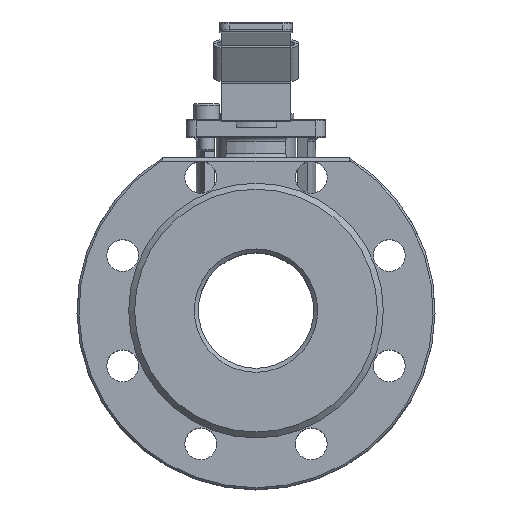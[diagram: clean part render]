
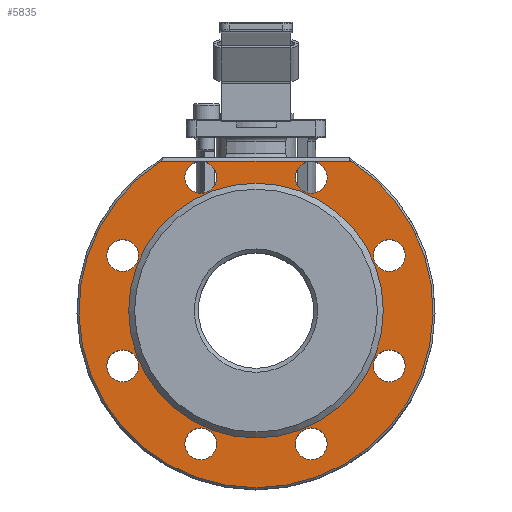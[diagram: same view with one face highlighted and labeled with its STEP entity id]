
A CAD part, top view. The second image highlights one B-rep face of the part: STEP entity #5835.
In plain terms, the highlighted face is planar.
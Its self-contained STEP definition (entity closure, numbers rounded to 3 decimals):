
#231=FACE_BOUND('',#1363,.T.);
#232=FACE_BOUND('',#1364,.T.);
#233=FACE_BOUND('',#1365,.T.);
#234=FACE_BOUND('',#1366,.T.);
#235=FACE_BOUND('',#1367,.T.);
#236=FACE_BOUND('',#1368,.T.);
#237=FACE_BOUND('',#1369,.T.);
#238=FACE_BOUND('',#1370,.T.);
#239=FACE_BOUND('',#1371,.T.);
#413=CIRCLE('',#6389,89.);
#431=CIRCLE('',#6421,64.);
#432=CIRCLE('',#6422,8.);
#433=CIRCLE('',#6423,8.);
#434=CIRCLE('',#6424,8.);
#435=CIRCLE('',#6425,8.);
#436=CIRCLE('',#6426,8.);
#437=CIRCLE('',#6427,8.);
#438=CIRCLE('',#6428,8.);
#439=CIRCLE('',#6429,8.);
#986=FACE_OUTER_BOUND('',#1362,.T.);
#1362=EDGE_LOOP('',(#4583,#4584));
#1363=EDGE_LOOP('',(#4585));
#1364=EDGE_LOOP('',(#4586));
#1365=EDGE_LOOP('',(#4587));
#1366=EDGE_LOOP('',(#4588));
#1367=EDGE_LOOP('',(#4589));
#1368=EDGE_LOOP('',(#4590));
#1369=EDGE_LOOP('',(#4591));
#1370=EDGE_LOOP('',(#4592));
#1371=EDGE_LOOP('',(#4593));
#1730=LINE('',#9055,#2196);
#2196=VECTOR('',#7322,10.);
#2723=VERTEX_POINT('',#9039);
#2724=VERTEX_POINT('',#9054);
#2771=VERTEX_POINT('',#9277);
#2772=VERTEX_POINT('',#9279);
#2773=VERTEX_POINT('',#9281);
#2774=VERTEX_POINT('',#9283);
#2775=VERTEX_POINT('',#9285);
#2776=VERTEX_POINT('',#9287);
#2777=VERTEX_POINT('',#9289);
#2778=VERTEX_POINT('',#9291);
#2779=VERTEX_POINT('',#9293);
#3342=EDGE_CURVE('',#2723,#2724,#1730,.T.);
#3386=EDGE_CURVE('',#2724,#2723,#413,.T.);
#3413=EDGE_CURVE('',#2771,#2771,#431,.T.);
#3414=EDGE_CURVE('',#2772,#2772,#432,.T.);
#3415=EDGE_CURVE('',#2773,#2773,#433,.T.);
#3416=EDGE_CURVE('',#2774,#2774,#434,.T.);
#3417=EDGE_CURVE('',#2775,#2775,#435,.T.);
#3418=EDGE_CURVE('',#2776,#2776,#436,.T.);
#3419=EDGE_CURVE('',#2777,#2777,#437,.T.);
#3420=EDGE_CURVE('',#2778,#2778,#438,.T.);
#3421=EDGE_CURVE('',#2779,#2779,#439,.T.);
#4583=ORIENTED_EDGE('',*,*,#3342,.F.);
#4584=ORIENTED_EDGE('',*,*,#3386,.F.);
#4585=ORIENTED_EDGE('',*,*,#3413,.F.);
#4586=ORIENTED_EDGE('',*,*,#3414,.F.);
#4587=ORIENTED_EDGE('',*,*,#3415,.F.);
#4588=ORIENTED_EDGE('',*,*,#3416,.F.);
#4589=ORIENTED_EDGE('',*,*,#3417,.F.);
#4590=ORIENTED_EDGE('',*,*,#3418,.F.);
#4591=ORIENTED_EDGE('',*,*,#3419,.F.);
#4592=ORIENTED_EDGE('',*,*,#3420,.F.);
#4593=ORIENTED_EDGE('',*,*,#3421,.F.);
#5585=PLANE('',#6420);
#5835=ADVANCED_FACE('',(#986,#231,#232,#233,#234,#235,#236,#237,#238,#239),
#5585,.F.);
#6389=AXIS2_PLACEMENT_3D('',#9220,#7390,#7391);
#6420=AXIS2_PLACEMENT_3D('',#9276,#7461,#7462);
#6421=AXIS2_PLACEMENT_3D('',#9278,#7463,#7464);
#6422=AXIS2_PLACEMENT_3D('',#9280,#7465,#7466);
#6423=AXIS2_PLACEMENT_3D('',#9282,#7467,#7468);
#6424=AXIS2_PLACEMENT_3D('',#9284,#7469,#7470);
#6425=AXIS2_PLACEMENT_3D('',#9286,#7471,#7472);
#6426=AXIS2_PLACEMENT_3D('',#9288,#7473,#7474);
#6427=AXIS2_PLACEMENT_3D('',#9290,#7475,#7476);
#6428=AXIS2_PLACEMENT_3D('',#9292,#7477,#7478);
#6429=AXIS2_PLACEMENT_3D('',#9294,#7479,#7480);
#7322=DIRECTION('',(-1.,0.,0.));
#7390=DIRECTION('center_axis',(0.,0.,
1.));
#7391=DIRECTION('ref_axis',(-1.,0.,0.));
#7461=DIRECTION('center_axis',(0.,0.,
1.));
#7462=DIRECTION('ref_axis',(1.,0.,0.));
#7463=DIRECTION('center_axis',(0.,0.,
-1.));
#7464=DIRECTION('ref_axis',(-1.,0.,0.));
#7465=DIRECTION('center_axis',(0.,0.,
-1.));
#7466=DIRECTION('ref_axis',(-1.,0.,0.));
#7467=DIRECTION('center_axis',(0.,0.,
-1.));
#7468=DIRECTION('ref_axis',(-1.,0.,0.));
#7469=DIRECTION('center_axis',(0.,0.,
-1.));
#7470=DIRECTION('ref_axis',(-1.,0.,0.));
#7471=DIRECTION('center_axis',(0.,0.,
-1.));
#7472=DIRECTION('ref_axis',(-1.,0.,0.));
#7473=DIRECTION('center_axis',(0.,0.,
-1.));
#7474=DIRECTION('ref_axis',(-1.,0.,0.));
#7475=DIRECTION('center_axis',(0.,0.,
-1.));
#7476=DIRECTION('ref_axis',(-1.,0.,0.));
#7477=DIRECTION('center_axis',(0.,0.,
-1.));
#7478=DIRECTION('ref_axis',(-1.,0.,0.));
#7479=DIRECTION('center_axis',(0.,0.,
-1.));
#7480=DIRECTION('ref_axis',(-1.,0.,0.));
#9039=CARTESIAN_POINT('',(47.917,75.,3.));
#9054=CARTESIAN_POINT('',(-47.917,75.,3.));
#9055=CARTESIAN_POINT('',(-5.649,75.,3.));
#9220=CARTESIAN_POINT('Origin',(0.,0.,
3.));
#9276=CARTESIAN_POINT('Origin',(0.,0.,
3.));
#9277=CARTESIAN_POINT('',(64.,0.,3.));
#9278=CARTESIAN_POINT('Origin',(0.,0.,
3.));
#9279=CARTESIAN_POINT('',(35.745,-66.981,3.));
#9280=CARTESIAN_POINT('Origin',(27.745,-66.981,3.));
#9281=CARTESIAN_POINT('',(-19.745,-66.981,3.));
#9282=CARTESIAN_POINT('Origin',(-27.745,-66.981,3.));
#9283=CARTESIAN_POINT('',(-58.981,-27.745,3.));
#9284=CARTESIAN_POINT('Origin',(-66.981,-27.745,3.));
#9285=CARTESIAN_POINT('',(-58.981,27.745,3.));
#9286=CARTESIAN_POINT('Origin',(-66.981,27.745,3.));
#9287=CARTESIAN_POINT('',(-19.745,66.981,3.));
#9288=CARTESIAN_POINT('Origin',(-27.745,66.981,3.));
#9289=CARTESIAN_POINT('',(35.745,66.981,3.));
#9290=CARTESIAN_POINT('Origin',(27.745,66.981,3.));
#9291=CARTESIAN_POINT('',(74.981,27.745,3.));
#9292=CARTESIAN_POINT('Origin',(66.981,27.745,3.));
#9293=CARTESIAN_POINT('',(74.981,-27.745,3.));
#9294=CARTESIAN_POINT('Origin',(66.981,-27.745,3.));
